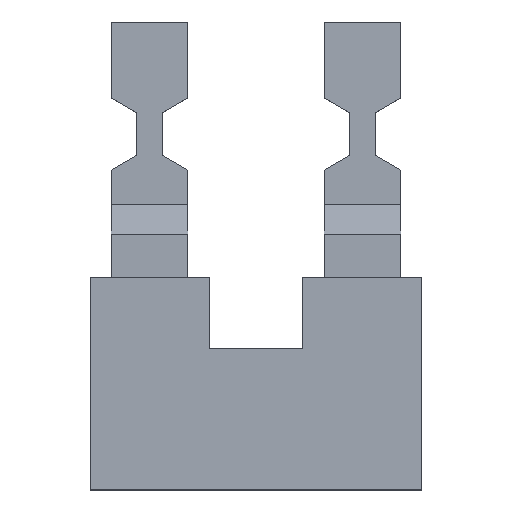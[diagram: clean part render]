
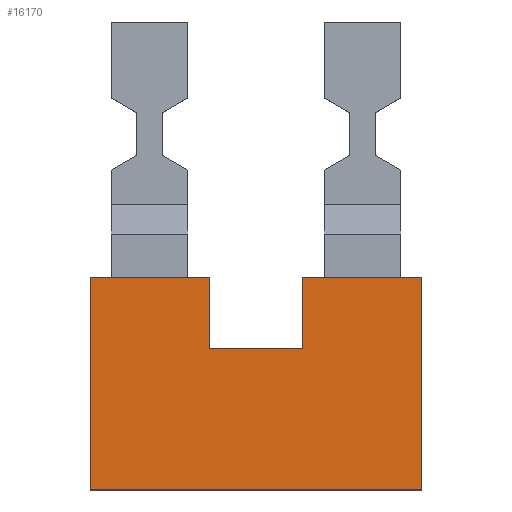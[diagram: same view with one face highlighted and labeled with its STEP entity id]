
A CAD part, top view. The second image highlights one B-rep face of the part: STEP entity #16170.
In plain terms, the highlighted face is planar.
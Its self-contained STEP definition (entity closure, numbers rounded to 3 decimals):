
#2590=CARTESIAN_POINT('',(0.004,-0.076,6.75));
#2600=DIRECTION('',(1.,0.,0.));
#2610=VECTOR('',#2600,1.);
#2620=LINE('',#2590,#2610);
#2630=CARTESIAN_POINT('',(4.004,-0.076,6.75));
#2640=VERTEX_POINT('',#2630);
#2650=CARTESIAN_POINT('',(6.504,-0.076,6.75));
#2660=VERTEX_POINT('',#2650);
#2670=EDGE_CURVE('',#2640,#2660,#2620,.T.);
#12960=CARTESIAN_POINT('',(0.004,-0.076,10.95)
);
#12970=DIRECTION('',(1.,0.,0.));
#12980=VECTOR('',#12970,1.);
#12990=LINE('',#12960,#12980);
#13000=CARTESIAN_POINT('',(-0.996,-0.076,10.95));
#13010=VERTEX_POINT('',#13000);
#13020=CARTESIAN_POINT('',(6.504,-0.076,10.95));
#13030=VERTEX_POINT('',#13020);
#13040=EDGE_CURVE('',#13010,#13030,#12990,.T.);
#13570=CARTESIAN_POINT('',(6.504,-0.076,
-0.75));
#13580=VERTEX_POINT('',#13570);
#13610=CARTESIAN_POINT('',(6.504,-0.076,10.2));
#13620=DIRECTION('',(0.,0.,-1.));
#13630=VECTOR('',#13620,1.);
#13640=LINE('',#13610,#13630);
#13650=CARTESIAN_POINT('',(6.504,-0.076,
3.45));
#13660=VERTEX_POINT('',#13650);
#13670=EDGE_CURVE('',#13660,#13580,#13640,.T.);
#13960=CARTESIAN_POINT('',(-0.996,-0.076,10.2));
#13970=DIRECTION('',(0.,0.,-1.));
#13980=VECTOR('',#13970,1.);
#13990=LINE('',#13960,#13980);
#14000=CARTESIAN_POINT('',(-0.996,-0.076,
-0.75));
#14010=VERTEX_POINT('',#14000);
#14020=EDGE_CURVE('',#13010,#14010,#13990,.T.);
#14410=CARTESIAN_POINT('',(6.504,-0.076,10.2));
#14420=DIRECTION('',(0.,0.,-1.));
#14430=VECTOR('',#14420,1.);
#14440=LINE('',#14410,#14430);
#14450=EDGE_CURVE('',#13030,#2660,#14440,.T.);
#14740=CARTESIAN_POINT('',(0.004,-0.076,
-0.75));
#14750=DIRECTION('',(1.,0.,0.));
#14760=VECTOR('',#14750,1.);
#14770=LINE('',#14740,#14760);
#14780=EDGE_CURVE('',#14010,#13580,#14770,.T.);
#15380=CARTESIAN_POINT('',(0.004,-0.076,
3.45));
#15390=DIRECTION('',(1.,0.,0.));
#15400=VECTOR('',#15390,1.);
#15410=LINE('',#15380,#15400);
#15420=CARTESIAN_POINT('',(4.004,-0.076,
3.45));
#15430=VERTEX_POINT('',#15420);
#15440=EDGE_CURVE('',#15430,#13660,#15410,.T.);
#15690=CARTESIAN_POINT('',(4.004,-0.076,10.2));
#15700=DIRECTION('',(0.,0.,-1.));
#15710=VECTOR('',#15700,1.);
#15720=LINE('',#15690,#15710);
#15730=EDGE_CURVE('',#2640,#15430,#15720,.T.);
#16020=CARTESIAN_POINT('',(1.843,-0.076,
7.961));
#16030=DIRECTION('',(0.,-1.,0.));
#16040=DIRECTION('',(1.,0.,0.));
#16050=AXIS2_PLACEMENT_3D('',#16020,#16030,#16040);
#16060=PLANE('',#16050);
#16070=ORIENTED_EDGE('',*,*,#13040,.F.);
#16080=ORIENTED_EDGE('',*,*,#14450,.F.);
#16090=ORIENTED_EDGE('',*,*,#2670,.T.);
#16100=ORIENTED_EDGE('',*,*,#15730,.F.);
#16110=ORIENTED_EDGE('',*,*,#15440,.F.);
#16120=ORIENTED_EDGE('',*,*,#13670,.F.);
#16130=ORIENTED_EDGE('',*,*,#14780,.T.);
#16140=ORIENTED_EDGE('',*,*,#14020,.T.);
#16150=EDGE_LOOP('',(#16140,#16130,#16120,#16110,#16100,#16090,#16080,
#16070));
#16160=FACE_OUTER_BOUND('',#16150,.T.);
#16170=ADVANCED_FACE('',(#16160),#16060,.T.);
